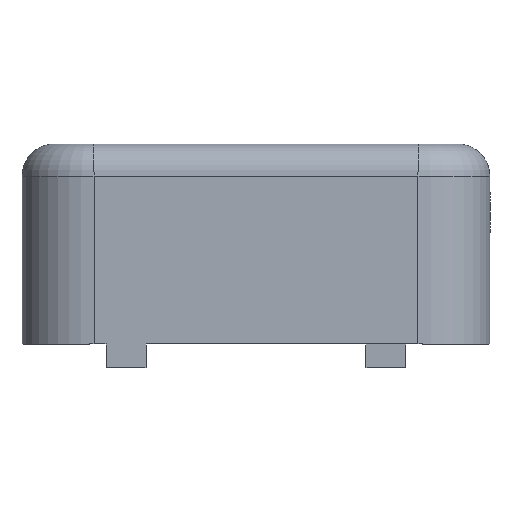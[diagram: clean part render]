
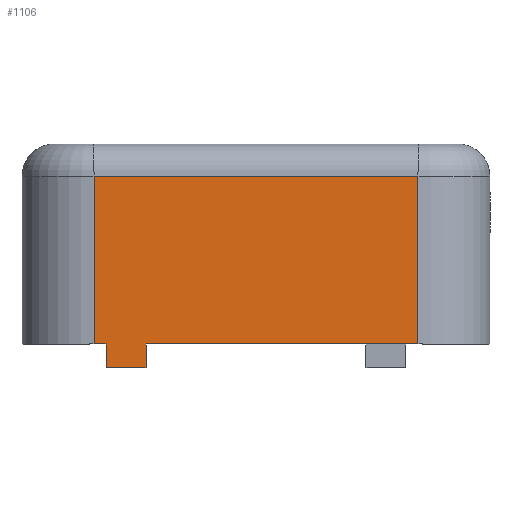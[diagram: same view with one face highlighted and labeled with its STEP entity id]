
A CAD part, left-side view. The second image highlights one B-rep face of the part: STEP entity #1106.
In plain terms, the highlighted face is planar.
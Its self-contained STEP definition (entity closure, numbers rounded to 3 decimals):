
#47=PLANE('',#1238);
#64=LINE('',#1685,#156);
#74=LINE('',#1714,#166);
#109=LINE('',#1825,#201);
#134=LINE('',#1904,#226);
#135=LINE('',#1906,#227);
#136=LINE('',#1907,#228);
#137=LINE('',#1909,#229);
#138=LINE('',#1911,#230);
#156=VECTOR('',#1326,1000.);
#166=VECTOR('',#1346,1000.);
#201=VECTOR('',#1447,1000.);
#226=VECTOR('',#1532,1000.);
#227=VECTOR('',#1535,1000.);
#228=VECTOR('',#1536,1000.);
#229=VECTOR('',#1537,1000.);
#230=VECTOR('',#1538,1000.);
#420=ORIENTED_EDGE('',*,*,#592,.T.);
#421=ORIENTED_EDGE('',*,*,#649,.F.);
#422=ORIENTED_EDGE('',*,*,#693,.F.);
#423=ORIENTED_EDGE('',*,*,#694,.T.);
#424=ORIENTED_EDGE('',*,*,#578,.T.);
#425=ORIENTED_EDGE('',*,*,#695,.F.);
#426=ORIENTED_EDGE('',*,*,#696,.F.);
#427=ORIENTED_EDGE('',*,*,#697,.T.);
#578=EDGE_CURVE('',#739,#738,#64,.T.);
#592=EDGE_CURVE('',#753,#752,#74,.T.);
#649=EDGE_CURVE('',#795,#752,#109,.T.);
#693=EDGE_CURVE('',#819,#795,#134,.T.);
#694=EDGE_CURVE('',#819,#739,#135,.T.);
#695=EDGE_CURVE('',#820,#738,#136,.T.);
#696=EDGE_CURVE('',#821,#820,#137,.T.);
#697=EDGE_CURVE('',#821,#753,#138,.T.);
#738=VERTEX_POINT('',#1684);
#739=VERTEX_POINT('',#1686);
#752=VERTEX_POINT('',#1713);
#753=VERTEX_POINT('',#1715);
#795=VERTEX_POINT('',#1824);
#819=VERTEX_POINT('',#1903);
#820=VERTEX_POINT('',#1908);
#821=VERTEX_POINT('',#1910);
#930=EDGE_LOOP('',(#420,#421,#422,#423,#424,#425,#426,#427));
#1008=FACE_BOUND('',#930,.T.);
#1106=ADVANCED_FACE('',(#1008),#47,.T.);
#1238=AXIS2_PLACEMENT_3D('',#1905,#1533,#1534);
#1326=DIRECTION('',(1.,0.,0.));
#1346=DIRECTION('',(1.,0.,0.));
#1447=DIRECTION('',(0.,1.,0.));
#1532=DIRECTION('',(-1.,0.,0.));
#1533=DIRECTION('',(0.,0.,1.));
#1534=DIRECTION('',(1.,0.,0.));
#1535=DIRECTION('',(0.,1.,0.));
#1536=DIRECTION('',(0.,-1.,0.));
#1537=DIRECTION('',(1.,0.,0.));
#1538=DIRECTION('',(0.,-1.,0.));
#1684=CARTESIAN_POINT('',(4.05,-5.,11.5));
#1685=CARTESIAN_POINT('',(-4.05,-5.,11.5));
#1686=CARTESIAN_POINT('',(-2.75,-5.,11.5));
#1713=CARTESIAN_POINT('',(-3.75,-5.,11.5));
#1714=CARTESIAN_POINT('',(-4.05,-5.,11.5));
#1715=CARTESIAN_POINT('',(-4.05,-5.,11.5));
#1824=CARTESIAN_POINT('',(-3.75,-5.6,11.5));
#1825=CARTESIAN_POINT('',(-3.75,-5.6,11.5));
#1903=CARTESIAN_POINT('',(-2.75,-5.6,11.5));
#1904=CARTESIAN_POINT('',(-3.75,-5.6,11.5));
#1905=CARTESIAN_POINT('',(-4.05,0.,11.5));
#1906=CARTESIAN_POINT('',(-2.75,-5.6,11.5));
#1907=CARTESIAN_POINT('',(4.05,0.,11.5));
#1908=CARTESIAN_POINT('',(4.05,-0.8,11.5));
#1909=CARTESIAN_POINT('',(-4.05,-0.8,11.5));
#1910=CARTESIAN_POINT('',(-4.05,-0.8,11.5));
#1911=CARTESIAN_POINT('',(-4.05,0.,11.5));
